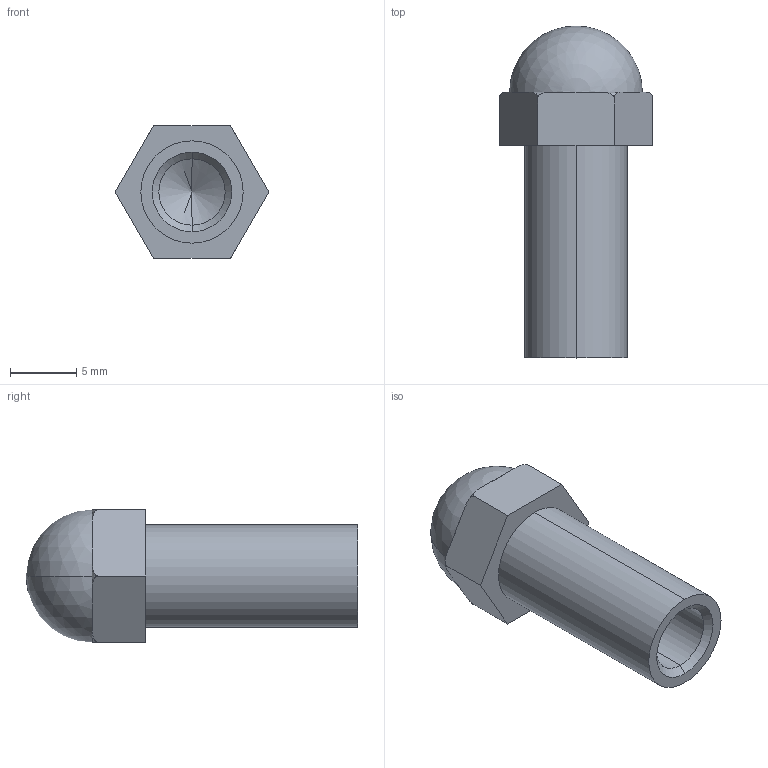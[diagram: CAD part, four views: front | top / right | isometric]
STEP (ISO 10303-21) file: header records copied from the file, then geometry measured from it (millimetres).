
FILE_DESCRIPTION (( 'STEP AP203' ), '1' );
FILE_NAME ('A14_7361-M6.STEP', '2022-03-25T11:15:58', ( '' ), ( '' ), 'SwSTEP 2.0', 'SolidWorks 2019', '' );
FILE_SCHEMA (( 'CONFIG_CONTROL_DESIGN' ));
Length unit declared in the file: millimetre
Products named in the file (1): A14_7361-M6
Bounding box: 11.55 x 25 x 10 mm (x, y, z)
Volume: 968.2 mm3; surface area: 1074.1 mm2
Topology: 1 solids, 1 shells, 30 faces, 74 edges, 44 vertices
Faces by surface type: plane 14, torus 6, cone 4, cylinder 4, sphere 2
Entity records: 1021 total; most frequent: CARTESIAN_POINT 257, DIRECTION 146, ORIENTED_EDGE 140, EDGE_CURVE 70, AXIS2_PLACEMENT_3D 57, VERTEX_POINT 44, VECTOR 32, EDGE_LOOP 32
